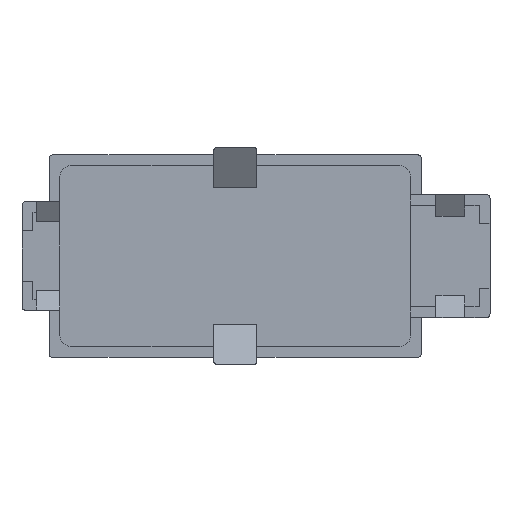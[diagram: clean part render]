
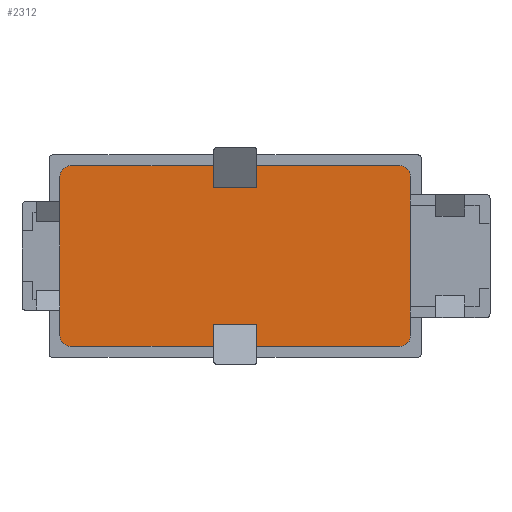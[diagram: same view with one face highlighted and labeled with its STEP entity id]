
A CAD part, top view. The second image highlights one B-rep face of the part: STEP entity #2312.
In plain terms, the highlighted planar face has unit normal (0, 0, 1).
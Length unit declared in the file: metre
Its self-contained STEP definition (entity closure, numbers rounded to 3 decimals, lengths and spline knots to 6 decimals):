
#86=CIRCLE('',#2472,0.0015);
#88=CIRCLE('',#2484,0.0015);
#94=CIRCLE('',#2501,0.0015);
#96=CIRCLE('',#2505,0.0015);
#432=ORIENTED_EDGE('',*,*,#1014,.F.);
#433=ORIENTED_EDGE('',*,*,#1011,.T.);
#434=ORIENTED_EDGE('',*,*,#906,.F.);
#435=ORIENTED_EDGE('',*,*,#902,.T.);
#436=ORIENTED_EDGE('',*,*,#957,.F.);
#437=ORIENTED_EDGE('',*,*,#954,.T.);
#438=ORIENTED_EDGE('',*,*,#952,.F.);
#439=ORIENTED_EDGE('',*,*,#1017,.T.);
#902=EDGE_CURVE('',#1226,#1227,#86,.T.);
#906=EDGE_CURVE('',#1226,#1230,#1444,.T.);
#952=EDGE_CURVE('',#1270,#1271,#1490,.T.);
#954=EDGE_CURVE('',#1272,#1271,#88,.T.);
#957=EDGE_CURVE('',#1272,#1227,#1493,.T.);
#1011=EDGE_CURVE('',#1318,#1230,#94,.T.);
#1014=EDGE_CURVE('',#1318,#1320,#1544,.T.);
#1017=EDGE_CURVE('',#1270,#1320,#96,.T.);
#1226=VERTEX_POINT('',#3512);
#1227=VERTEX_POINT('',#3513);
#1230=VERTEX_POINT('',#3521);
#1270=VERTEX_POINT('',#3614);
#1271=VERTEX_POINT('',#3616);
#1272=VERTEX_POINT('',#3620);
#1318=VERTEX_POINT('',#3734);
#1320=VERTEX_POINT('',#3740);
#1444=LINE('',#3520,#1712);
#1490=LINE('',#3615,#1758);
#1493=LINE('',#3625,#1761);
#1544=LINE('',#3739,#1812);
#1712=VECTOR('',#2802,1.);
#1758=VECTOR('',#2864,1.);
#1761=VECTOR('',#2875,1.);
#1812=VECTOR('',#2960,1.);
#1956=EDGE_LOOP('',(#432,#433,#434,#435,#436,#437,#438,#439));
#2092=FACE_BOUND('',#1956,.T.);
#2220=PLANE('',#2512);
#2312=ADVANCED_FACE('',(#2092),#2220,.T.);
#2472=AXIS2_PLACEMENT_3D('',#3511,#2794,#2795);
#2484=AXIS2_PLACEMENT_3D('',#3619,#2868,#2869);
#2501=AXIS2_PLACEMENT_3D('',#3733,#2953,#2954);
#2505=AXIS2_PLACEMENT_3D('',#3745,#2965,#2966);
#2512=AXIS2_PLACEMENT_3D('',#3754,#2981,#2982);
#2794=DIRECTION('',(0.,0.,1.));
#2795=DIRECTION('',(1.,0.,0.));
#2802=DIRECTION('',(0.,-1.,0.));
#2864=DIRECTION('',(0.,1.,0.));
#2868=DIRECTION('',(0.,0.,1.));
#2869=DIRECTION('',(1.,0.,0.));
#2875=DIRECTION('',(1.,0.,0.));
#2953=DIRECTION('',(0.,0.,1.));
#2954=DIRECTION('',(1.,0.,0.));
#2960=DIRECTION('',(-1.,0.,0.));
#2965=DIRECTION('',(0.,0.,1.));
#2966=DIRECTION('',(1.,0.,0.));
#2981=DIRECTION('',(0.,0.,1.));
#2982=DIRECTION('',(1.,0.,0.));
#3511=CARTESIAN_POINT('',(0.024468,0.006036,0.001));
#3512=CARTESIAN_POINT('',(0.025968,0.006036,0.001));
#3513=CARTESIAN_POINT('',(0.024468,0.007536,0.001));
#3520=CARTESIAN_POINT('',(0.025968,-0.012714,0.001));
#3521=CARTESIAN_POINT('',(0.025968,-0.015964,0.001));
#3614=CARTESIAN_POINT('',(-0.022532,-0.015964,0.001));
#3615=CARTESIAN_POINT('',(-0.022532,0.004286,0.001));
#3616=CARTESIAN_POINT('',(-0.022532,0.006036,0.001));
#3619=CARTESIAN_POINT('',(-0.021032,0.006036,0.001));
#3620=CARTESIAN_POINT('',(-0.021032,0.007536,0.001));
#3625=CARTESIAN_POINT('',(0.014593,0.007536,0.001));
#3733=CARTESIAN_POINT('',(0.024468,-0.015964,0.001));
#3734=CARTESIAN_POINT('',(0.024468,-0.017464,0.001));
#3739=CARTESIAN_POINT('',(-0.011157,-0.017464,0.001));
#3740=CARTESIAN_POINT('',(-0.021032,-0.017464,0.001));
#3745=CARTESIAN_POINT('',(-0.021032,-0.015964,0.001));
#3754=CARTESIAN_POINT('',(-0.004865,-0.004964,0.001));
